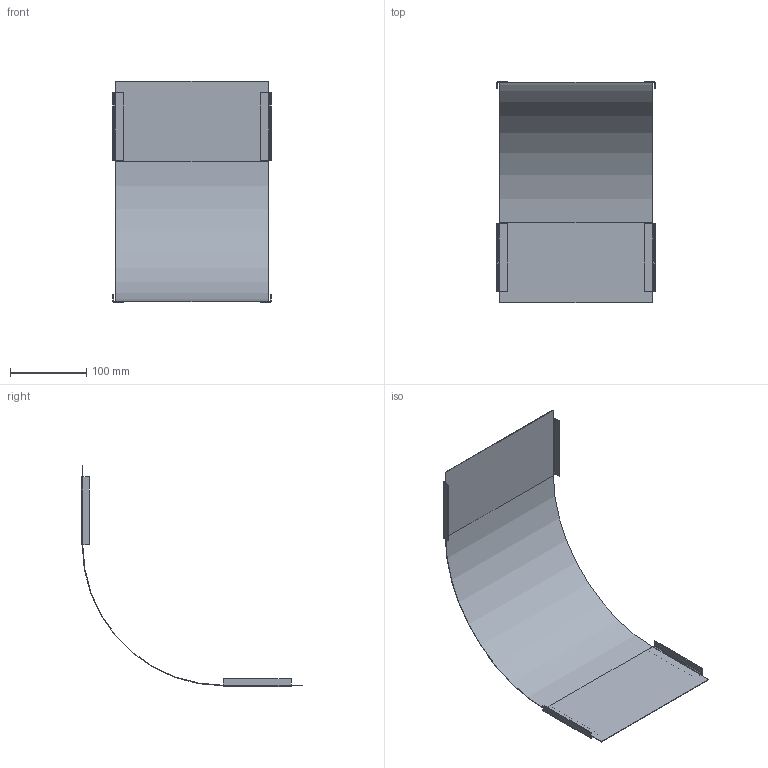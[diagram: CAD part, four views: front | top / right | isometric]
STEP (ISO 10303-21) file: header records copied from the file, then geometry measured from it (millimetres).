
FILE_DESCRIPTION((''),'2;1');
FILE_NAME('7130860_ASM','2012-08-10T',('AndreasKeweloh'),(''),'PRO/ENGINEER BY PARAMETRIC TECHNOLOGY CORPORATION, 2012130','PRO/ENGINEER BY PARAMETRIC TECHNOLOGY CORPORATION, 2012130','');
FILE_SCHEMA(('CONFIG_CONTROL_DESIGN'));
Length unit declared in the file: millimetre
Products named in the file (6): 7130860_DECKELBLECH; 7130860_4; 7130860_3; 7130860_2; 7130860_1; 7130860_ASM
Assembly tree (5 placements, depth 2):
  7130860_ASM
    7130860_DECKELBLECH
    7130860_4
    7130860_3
    7130860_2
    7130860_1
Bounding box: 208 x 290.5 x 290.5 mm (x, y, z)
Volume: 82842.2 mm3; surface area: 217546.4 mm2
Topology: 5 solids, 5 shells, 50 faces, 120 edges, 80 vertices
Faces by surface type: plane 40, cylinder 10
Entity records: 1593 total; most frequent: DIRECTION 262, CARTESIAN_POINT 261, ORIENTED_EDGE 240, EDGE_CURVE 120, VECTOR 100, LINE 100, AXIS2_PLACEMENT_3D 81, VERTEX_POINT 80
